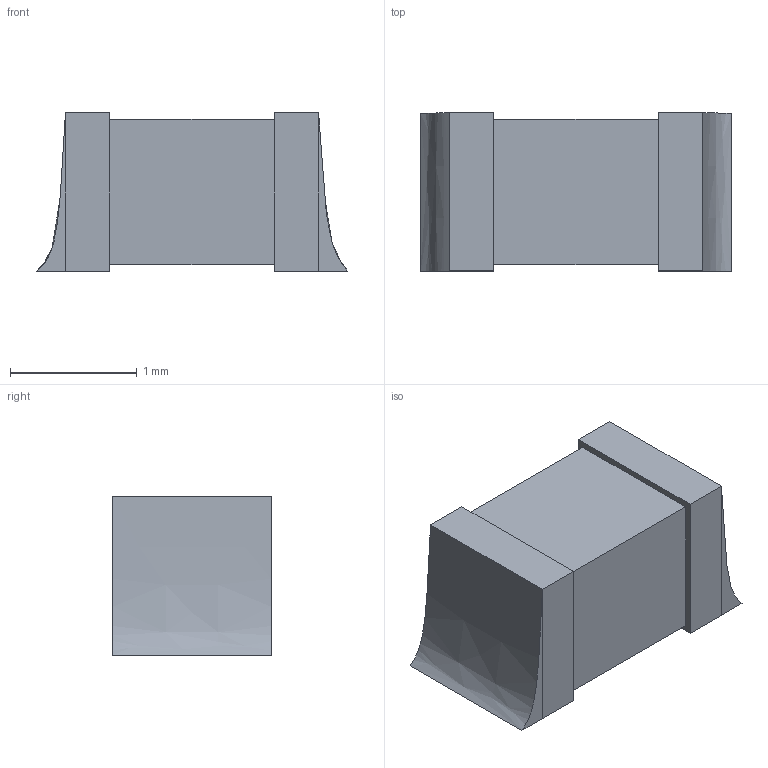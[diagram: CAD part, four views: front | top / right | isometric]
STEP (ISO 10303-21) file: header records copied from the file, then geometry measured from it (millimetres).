
FILE_DESCRIPTION(('STEP AP242'), '1');
FILE_NAME('CAP-0805-H1.25', '', ('UNSPECIFIED'), ('UNSPECIFIED'), 'C3D Converter', 'C3D Toolkit', '');
FILE_SCHEMA(('AP242_MANAGED_MODEL_BASED_3D_ENGINEERING_MIM_LF { 1 0 10303 442 1 1 4 }'));
Length unit declared in the file: millimetre
Bounding box: 2.46 x 1.25 x 1.25 mm (x, y, z)
Volume: 3 mm3; surface area: 25.6 mm2
Topology: 5 solids, 5 shells, 28 faces, 54 edges, 36 vertices
Faces by surface type: plane 26, extrusion 2
Entity records: 996 total; most frequent: CARTESIAN_POINT 137, ORIENTED_EDGE 108, DIRECTION 106, EDGE_CURVE 54, VECTOR 52, LINE 50, VERTEX_POINT 36, COLOUR_RGB 33
